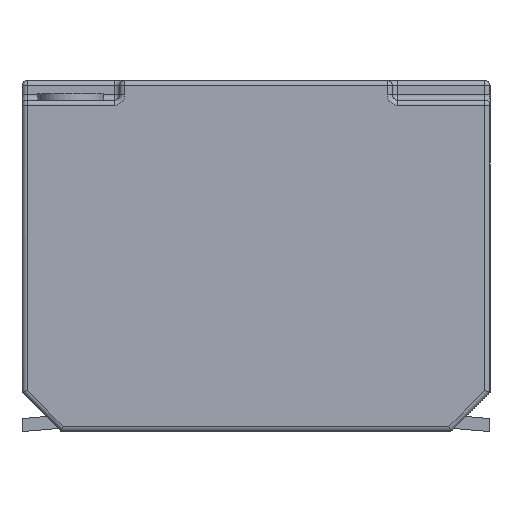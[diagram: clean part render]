
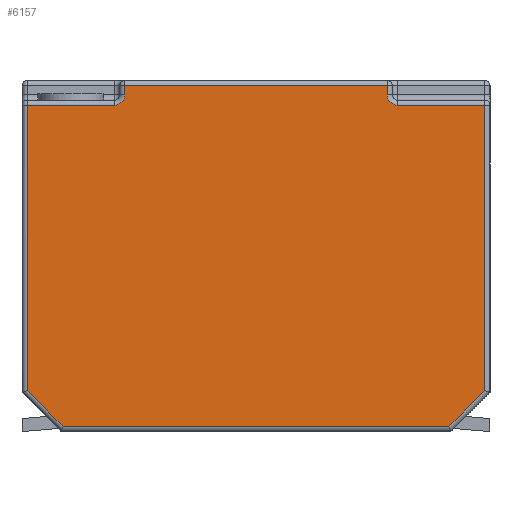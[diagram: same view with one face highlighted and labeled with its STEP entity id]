
A CAD part, left-side view. The second image highlights one B-rep face of the part: STEP entity #6157.
In plain terms, the highlighted planar face has unit normal (-1, 0, 0).
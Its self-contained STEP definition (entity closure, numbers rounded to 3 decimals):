
#333=PLANE('',#6736);
#669=LINE('',#8549,#1224);
#712=LINE('',#8753,#1267);
#713=LINE('',#8755,#1268);
#717=LINE('',#8761,#1272);
#720=LINE('',#8767,#1275);
#721=LINE('',#8771,#1276);
#723=LINE('',#8776,#1278);
#727=LINE('',#8782,#1282);
#730=LINE('',#8786,#1285);
#731=LINE('',#8788,#1286);
#1224=VECTOR('',#7107,10.);
#1267=VECTOR('',#7344,10.);
#1268=VECTOR('',#7347,10.);
#1272=VECTOR('',#7355,10.);
#1275=VECTOR('',#7360,10.);
#1276=VECTOR('',#7365,10.);
#1278=VECTOR('',#7371,10.);
#1282=VECTOR('',#7379,10.);
#1285=VECTOR('',#7384,10.);
#1286=VECTOR('',#7387,10.);
#1898=FACE_OUTER_BOUND('',#2275,.T.);
#2275=EDGE_LOOP('',(#4556,#4557,#4558,#4559,#4560,#4561,#4562,#4563,#4564,
#4565,#4566,#4567));
#2592=CIRCLE('',#6616,0.16);
#2598=CIRCLE('',#6623,0.16);
#2714=VERTEX_POINT('',#8547);
#2715=VERTEX_POINT('',#8548);
#2718=VERTEX_POINT('',#8556);
#2719=VERTEX_POINT('',#8557);
#2724=VERTEX_POINT('',#8568);
#2725=VERTEX_POINT('',#8570);
#2726=VERTEX_POINT('',#8574);
#2733=VERTEX_POINT('',#8589);
#2736=VERTEX_POINT('',#8596);
#2742=VERTEX_POINT('',#8610);
#2781=VERTEX_POINT('',#8766);
#2782=VERTEX_POINT('',#8770);
#3332=EDGE_CURVE('',#2714,#2715,#669,.T.);
#3336=EDGE_CURVE('',#2718,#2719,#2592,.T.);
#3342=EDGE_CURVE('',#2724,#2725,#2598,.T.);
#3435=EDGE_CURVE('',#2726,#2742,#712,.T.);
#3436=EDGE_CURVE('',#2742,#2724,#713,.T.);
#3440=EDGE_CURVE('',#2725,#2736,#717,.T.);
#3443=EDGE_CURVE('',#2736,#2781,#720,.T.);
#3445=EDGE_CURVE('',#2782,#2733,#721,.T.);
#3448=EDGE_CURVE('',#2733,#2718,#723,.T.);
#3452=EDGE_CURVE('',#2719,#2726,#727,.T.);
#3455=EDGE_CURVE('',#2781,#2714,#730,.T.);
#3456=EDGE_CURVE('',#2715,#2782,#731,.T.);
#4556=ORIENTED_EDGE('',*,*,#3445,.F.);
#4557=ORIENTED_EDGE('',*,*,#3456,.F.);
#4558=ORIENTED_EDGE('',*,*,#3332,.F.);
#4559=ORIENTED_EDGE('',*,*,#3455,.F.);
#4560=ORIENTED_EDGE('',*,*,#3443,.F.);
#4561=ORIENTED_EDGE('',*,*,#3440,.F.);
#4562=ORIENTED_EDGE('',*,*,#3342,.F.);
#4563=ORIENTED_EDGE('',*,*,#3436,.F.);
#4564=ORIENTED_EDGE('',*,*,#3435,.F.);
#4565=ORIENTED_EDGE('',*,*,#3452,.F.);
#4566=ORIENTED_EDGE('',*,*,#3336,.F.);
#4567=ORIENTED_EDGE('',*,*,#3448,.F.);
#6157=ADVANCED_FACE('',(#1898),#333,.T.);
#6616=AXIS2_PLACEMENT_3D('',#8558,#7115,#7116);
#6623=AXIS2_PLACEMENT_3D('',#8571,#7129,#7130);
#6736=AXIS2_PLACEMENT_3D('',#8816,#7425,#7426);
#7107=DIRECTION('',(0.,1.,0.));
#7115=DIRECTION('center_axis',(-1.,0.,0.));
#7116=DIRECTION('ref_axis',(0.,-0.707,-0.707));
#7129=DIRECTION('center_axis',(-1.,0.,0.));
#7130=DIRECTION('ref_axis',(0.,0.707,-0.707));
#7344=DIRECTION('',(0.,-1.,0.));
#7347=DIRECTION('',(0.,0.,-1.));
#7355=DIRECTION('',(0.,-1.,0.));
#7360=DIRECTION('',(0.,0.,-1.));
#7365=DIRECTION('',(0.,0.,1.));
#7371=DIRECTION('',(0.,-1.,0.));
#7379=DIRECTION('',(0.,0.,1.));
#7384=DIRECTION('',(0.,0.707,-0.707));
#7387=DIRECTION('',(0.,0.707,0.707));
#7425=DIRECTION('center_axis',(-1.,0.,0.));
#7426=DIRECTION('ref_axis',(0.,-1.,0.));
#8547=CARTESIAN_POINT('',(-5.3,-2.967,0.08));
#8548=CARTESIAN_POINT('',(-5.3,2.967,0.08));
#8549=CARTESIAN_POINT('',(-5.3,1.8,0.08));
#8556=CARTESIAN_POINT('',(-5.3,2.18,5.02));
#8557=CARTESIAN_POINT('',(-5.3,2.02,5.18));
#8558=CARTESIAN_POINT('Origin',(-5.3,2.18,5.18));
#8568=CARTESIAN_POINT('',(-5.3,-2.02,5.18));
#8570=CARTESIAN_POINT('',(-5.3,-2.18,5.02));
#8571=CARTESIAN_POINT('Origin',(-5.3,-2.18,5.18));
#8574=CARTESIAN_POINT('',(-5.3,2.02,5.32));
#8589=CARTESIAN_POINT('',(-5.3,3.52,5.02));
#8596=CARTESIAN_POINT('',(-5.3,-3.52,5.02));
#8610=CARTESIAN_POINT('',(-5.3,-2.02,5.32));
#8753=CARTESIAN_POINT('',(-5.3,1.8,5.32));
#8755=CARTESIAN_POINT('',(-5.3,-2.02,2.7));
#8761=CARTESIAN_POINT('',(-5.3,0.,5.02));
#8766=CARTESIAN_POINT('',(-5.3,-3.52,0.633));
#8767=CARTESIAN_POINT('',(-5.3,-3.52,0.));
#8770=CARTESIAN_POINT('',(-5.3,3.52,0.633));
#8771=CARTESIAN_POINT('',(-5.3,3.52,0.));
#8776=CARTESIAN_POINT('',(-5.3,3.6,5.02));
#8782=CARTESIAN_POINT('',(-5.3,2.02,2.7));
#8786=CARTESIAN_POINT('',(-5.3,-1.443,-1.443));
#8788=CARTESIAN_POINT('',(-5.3,3.243,0.357));
#8816=CARTESIAN_POINT('Origin',(-5.3,3.6,0.));
